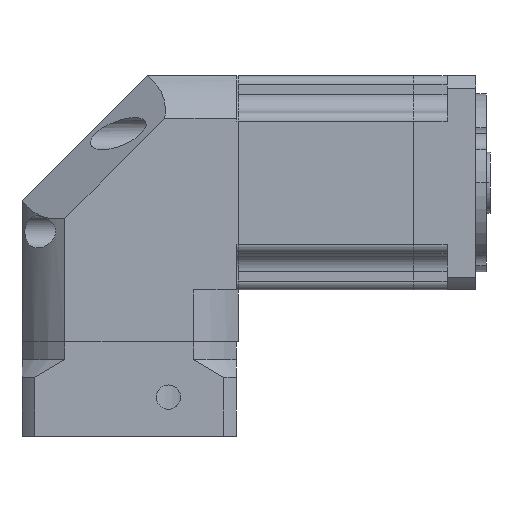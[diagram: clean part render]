
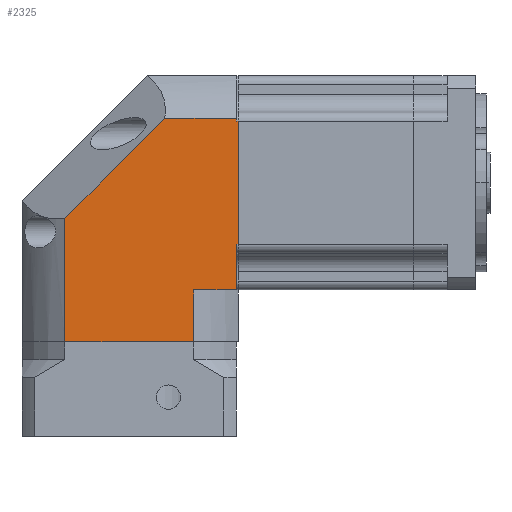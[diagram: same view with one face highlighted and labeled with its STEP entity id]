
A CAD part, front view. The second image highlights one B-rep face of the part: STEP entity #2325.
In plain terms, the highlighted planar face has unit normal (0, -1, 0).
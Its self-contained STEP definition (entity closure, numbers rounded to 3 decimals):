
#154 = VERTEX_POINT ( 'NONE', #1920 ) ;
#355 = VECTOR ( 'NONE', #8272, 1000. ) ;
#420 = DIRECTION ( 'NONE',  ( 0., 0., 1. ) ) ;
#643 = ORIENTED_EDGE ( 'NONE', *, *, #6586, .T. ) ;
#769 = AXIS2_PLACEMENT_3D ( 'NONE', #7734, #8503, #4449 ) ;
#826 = DIRECTION ( 'NONE',  ( 1., 0., 0. ) ) ;
#1030 = VERTEX_POINT ( 'NONE', #7251 ) ;
#1065 = VERTEX_POINT ( 'NONE', #3994 ) ;
#1209 = LINE ( 'NONE', #10358, #1464 ) ;
#1464 = VECTOR ( 'NONE', #5430, 1000. ) ;
#1569 = VECTOR ( 'NONE', #4715, 1000. ) ;
#1642 = LINE ( 'NONE', #8756, #3559 ) ;
#1673 = EDGE_CURVE ( 'NONE', #3348, #1030, #1950, .T. ) ;
#1920 = CARTESIAN_POINT ( 'NONE',  ( 12.028, -30., -21.5 ) ) ;
#1950 = LINE ( 'NONE', #6609, #8544 ) ;
#1955 = EDGE_CURVE ( 'NONE', #154, #2220, #5952, .T. ) ;
#2006 = ORIENTED_EDGE ( 'NONE', *, *, #7058, .T. ) ;
#2053 = LINE ( 'NONE', #9879, #10567 ) ;
#2079 = CARTESIAN_POINT ( 'NONE',  ( 24., -30., -8.75 ) ) ;
#2132 = DIRECTION ( 'NONE',  ( -1., 0., 0. ) ) ;
#2220 = VERTEX_POINT ( 'NONE', #8402 ) ;
#2325 = ADVANCED_FACE ( 'NONE', ( #8918 ), #3612, .T. ) ;
#2384 = LINE ( 'NONE', #2079, #6536 ) ;
#2443 = DIRECTION ( 'NONE',  ( 1., 0., 0. ) ) ;
#2654 = EDGE_CURVE ( 'NONE', #8485, #3348, #4772, .T. ) ;
#2792 = LINE ( 'NONE', #5825, #355 ) ;
#2870 = DIRECTION ( 'NONE',  ( 0., 0., -1. ) ) ;
#3147 = VECTOR ( 'NONE', #4451, 1000. ) ;
#3306 = ORIENTED_EDGE ( 'NONE', *, *, #4773, .F. ) ;
#3348 = VERTEX_POINT ( 'NONE', #5897 ) ;
#3559 = VECTOR ( 'NONE', #2132, 1000. ) ;
#3612 = PLANE ( 'NONE',  #769 ) ;
#3701 = CARTESIAN_POINT ( 'NONE',  ( 3.959, -30., 26.528 ) ) ;
#3744 = EDGE_CURVE ( 'NONE', #9275, #154, #1642, .T. ) ;
#3899 = ORIENTED_EDGE ( 'NONE', *, *, #9477, .F. ) ;
#3900 = CARTESIAN_POINT ( 'NONE',  ( 24., -30., 26.528 ) ) ;
#3994 = CARTESIAN_POINT ( 'NONE',  ( 24., -30., -8.75 ) ) ;
#4144 = VECTOR ( 'NONE', #420, 1000. ) ;
#4352 = VERTEX_POINT ( 'NONE', #7902 ) ;
#4399 = ORIENTED_EDGE ( 'NONE', *, *, #2654, .F. ) ;
#4424 = CARTESIAN_POINT ( 'NONE',  ( 24., -30., -8.75 ) ) ;
#4449 = DIRECTION ( 'NONE',  ( 0., 0., -1. ) ) ;
#4451 = DIRECTION ( 'NONE',  ( 1., 0., 0. ) ) ;
#4574 = EDGE_CURVE ( 'NONE', #4911, #8485, #2053, .T. ) ;
#4715 = DIRECTION ( 'NONE',  ( 0., 0., -1. ) ) ;
#4772 = LINE ( 'NONE', #5359, #8910 ) ;
#4773 = EDGE_CURVE ( 'NONE', #1065, #9275, #6836, .T. ) ;
#4911 = VERTEX_POINT ( 'NONE', #3701 ) ;
#5147 = ORIENTED_EDGE ( 'NONE', *, *, #4574, .F. ) ;
#5359 = CARTESIAN_POINT ( 'NONE',  ( 24., -30., 25.75 ) ) ;
#5430 = DIRECTION ( 'NONE',  ( 0., 0., -1. ) ) ;
#5553 = CARTESIAN_POINT ( 'NONE',  ( 12.028, -30., -21.5 ) ) ;
#5825 = CARTESIAN_POINT ( 'NONE',  ( -33.369, -30., -10.8 ) ) ;
#5897 = CARTESIAN_POINT ( 'NONE',  ( 24., -30., 25.75 ) ) ;
#5952 = LINE ( 'NONE', #5553, #1569 ) ;
#6307 = ORIENTED_EDGE ( 'NONE', *, *, #1673, .F. ) ;
#6501 = ORIENTED_EDGE ( 'NONE', *, *, #3744, .F. ) ;
#6536 = VECTOR ( 'NONE', #9520, 1000. ) ;
#6586 = EDGE_CURVE ( 'NONE', #1065, #7622, #2384, .T. ) ;
#6609 = CARTESIAN_POINT ( 'NONE',  ( 24., -30., 25.75 ) ) ;
#6836 = LINE ( 'NONE', #4424, #8777 ) ;
#7058 = EDGE_CURVE ( 'NONE', #4352, #2220, #9230, .T. ) ;
#7110 = ORIENTED_EDGE ( 'NONE', *, *, #10318, .F. ) ;
#7251 = CARTESIAN_POINT ( 'NONE',  ( 24.5, -30., 25.75 ) ) ;
#7408 = EDGE_CURVE ( 'NONE', #10291, #4911, #2792, .T. ) ;
#7622 = VERTEX_POINT ( 'NONE', #9993 ) ;
#7702 = DIRECTION ( 'NONE',  ( 0., 0., -1. ) ) ;
#7734 = CARTESIAN_POINT ( 'NONE',  ( 0., -30., 0. ) ) ;
#7827 = ORIENTED_EDGE ( 'NONE', *, *, #7408, .F. ) ;
#7902 = CARTESIAN_POINT ( 'NONE',  ( -24.028, -30., -36. ) ) ;
#8225 = EDGE_LOOP ( 'NONE', ( #7827, #7110, #2006, #9798, #6501, #3306, #643, #3899, #6307, #4399, #5147 ) ) ;
#8272 = DIRECTION ( 'NONE',  ( 0.707, 0., 0.707 ) ) ;
#8402 = CARTESIAN_POINT ( 'NONE',  ( 12.028, -30., -36. ) ) ;
#8485 = VERTEX_POINT ( 'NONE', #3900 ) ;
#8503 = DIRECTION ( 'NONE',  ( 0., -1., 0. ) ) ;
#8544 = VECTOR ( 'NONE', #826, 1000. ) ;
#8551 = LINE ( 'NONE', #10286, #4144 ) ;
#8756 = CARTESIAN_POINT ( 'NONE',  ( 12.028, -30., -21.5 ) ) ;
#8777 = VECTOR ( 'NONE', #7702, 1000. ) ;
#8910 = VECTOR ( 'NONE', #2870, 1000. ) ;
#8918 = FACE_OUTER_BOUND ( 'NONE', #8225, .T. ) ;
#9230 = LINE ( 'NONE', #10226, #3147 ) ;
#9245 = CARTESIAN_POINT ( 'NONE',  ( 24., -30., -21.5 ) ) ;
#9275 = VERTEX_POINT ( 'NONE', #9245 ) ;
#9477 = EDGE_CURVE ( 'NONE', #1030, #7622, #1209, .T. ) ;
#9520 = DIRECTION ( 'NONE',  ( 1., 0., 0. ) ) ;
#9798 = ORIENTED_EDGE ( 'NONE', *, *, #1955, .F. ) ;
#9879 = CARTESIAN_POINT ( 'NONE',  ( -17.5, -30., 26.528 ) ) ;
#9993 = CARTESIAN_POINT ( 'NONE',  ( 24.5, -30., -8.75 ) ) ;
#10226 = CARTESIAN_POINT ( 'NONE',  ( 0., -30., -36. ) ) ;
#10252 = CARTESIAN_POINT ( 'NONE',  ( -24.028, -30., -1.459 ) ) ;
#10286 = CARTESIAN_POINT ( 'NONE',  ( -24.028, -30., 26. ) ) ;
#10291 = VERTEX_POINT ( 'NONE', #10252 ) ;
#10318 = EDGE_CURVE ( 'NONE', #4352, #10291, #8551, .T. ) ;
#10358 = CARTESIAN_POINT ( 'NONE',  ( 24.5, -30., 0. ) ) ;
#10567 = VECTOR ( 'NONE', #2443, 1000. ) ;
